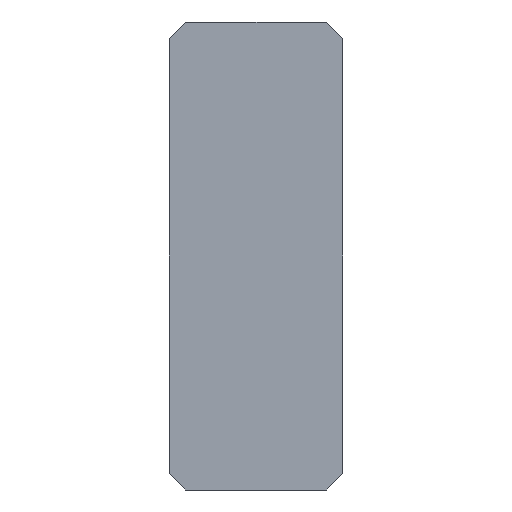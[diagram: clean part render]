
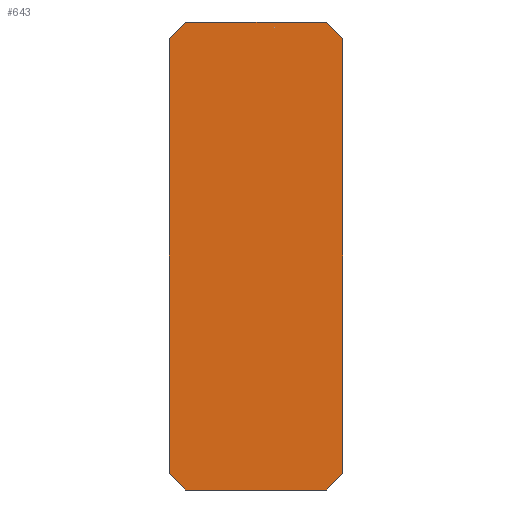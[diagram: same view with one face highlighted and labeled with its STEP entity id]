
A CAD part, left-side view. The second image highlights one B-rep face of the part: STEP entity #643.
In plain terms, the highlighted planar face has unit normal (-1, 0, 0).
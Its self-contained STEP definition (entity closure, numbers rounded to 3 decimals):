
#13=DIRECTION('',(0.,0.,1.));
#14=VECTOR('',#13,13.);
#15=CARTESIAN_POINT('',(-20.,-2.6,-6.5));
#16=LINE('',#15,#14);
#55=DIRECTION('',(0.,0.707,0.707));
#56=VECTOR('',#55,0.707);
#57=CARTESIAN_POINT('',(-20.,-2.6,6.5));
#58=LINE('',#57,#56);
#59=DIRECTION('',(0.,-0.707,0.707));
#60=VECTOR('',#59,0.707);
#61=CARTESIAN_POINT('',(-20.,-2.1,-7.));
#62=LINE('',#61,#60);
#63=DIRECTION('',(0.,1.,0.));
#64=VECTOR('',#63,4.2);
#65=CARTESIAN_POINT('',(-20.,-2.1,-7.));
#66=LINE('',#65,#64);
#67=DIRECTION('',(0.,-0.707,-0.707));
#68=VECTOR('',#67,0.707);
#69=CARTESIAN_POINT('',(-20.,2.6,-6.5));
#70=LINE('',#69,#68);
#71=DIRECTION('',(0.,0.707,-0.707));
#72=VECTOR('',#71,0.707);
#73=CARTESIAN_POINT('',(-20.,2.1,7.));
#74=LINE('',#73,#72);
#119=DIRECTION('',(0.,1.,0.));
#120=VECTOR('',#119,4.2);
#121=CARTESIAN_POINT('',(-20.,-2.1,7.));
#122=LINE('',#121,#120);
#151=DIRECTION('',(0.,0.,1.));
#152=VECTOR('',#151,13.);
#153=CARTESIAN_POINT('',(-20.,2.6,-6.5));
#154=LINE('',#153,#152);
#473=CARTESIAN_POINT('',(-20.,-2.6,6.5));
#474=CARTESIAN_POINT('',(-20.,-2.1,7.));
#475=VERTEX_POINT('',#473);
#476=VERTEX_POINT('',#474);
#485=CARTESIAN_POINT('',(-20.,2.1,7.));
#486=VERTEX_POINT('',#485);
#487=CARTESIAN_POINT('',(-20.,2.6,6.5));
#488=VERTEX_POINT('',#487);
#489=CARTESIAN_POINT('',(-20.,2.6,-6.5));
#490=CARTESIAN_POINT('',(-20.,2.1,-7.));
#491=VERTEX_POINT('',#489);
#492=VERTEX_POINT('',#490);
#501=CARTESIAN_POINT('',(-20.,-2.1,-7.));
#502=VERTEX_POINT('',#501);
#503=CARTESIAN_POINT('',(-20.,-2.6,-6.5));
#504=VERTEX_POINT('',#503);
#622=CARTESIAN_POINT('',(-20.,-2.6,-7.));
#623=DIRECTION('',(-1.,0.,0.));
#624=DIRECTION('',(0.,0.,1.));
#625=AXIS2_PLACEMENT_3D('',#622,#623,#624);
#626=PLANE('',#625);
#627=ORIENTED_EDGE('',*,*,#612,.F.);
#628=ORIENTED_EDGE('',*,*,#580,.F.);
#630=ORIENTED_EDGE('',*,*,#629,.F.);
#632=ORIENTED_EDGE('',*,*,#631,.T.);
#634=ORIENTED_EDGE('',*,*,#633,.F.);
#636=ORIENTED_EDGE('',*,*,#635,.T.);
#638=ORIENTED_EDGE('',*,*,#637,.F.);
#640=ORIENTED_EDGE('',*,*,#639,.F.);
#641=EDGE_LOOP('',(#627,#628,#630,#632,#634,#636,#638,#640));
#642=FACE_OUTER_BOUND('',#641,.F.);
#580=EDGE_CURVE('',#504,#475,#16,.T.);
#612=EDGE_CURVE('',#475,#476,#58,.T.);
#629=EDGE_CURVE('',#502,#504,#62,.T.);
#631=EDGE_CURVE('',#502,#492,#66,.T.);
#633=EDGE_CURVE('',#491,#492,#70,.T.);
#635=EDGE_CURVE('',#491,#488,#154,.T.);
#637=EDGE_CURVE('',#486,#488,#74,.T.);
#639=EDGE_CURVE('',#476,#486,#122,.T.);
#643=ADVANCED_FACE('',(#642),#626,.T.);
